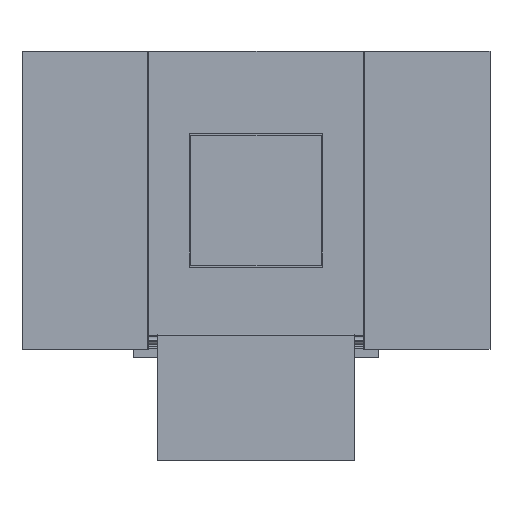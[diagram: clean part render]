
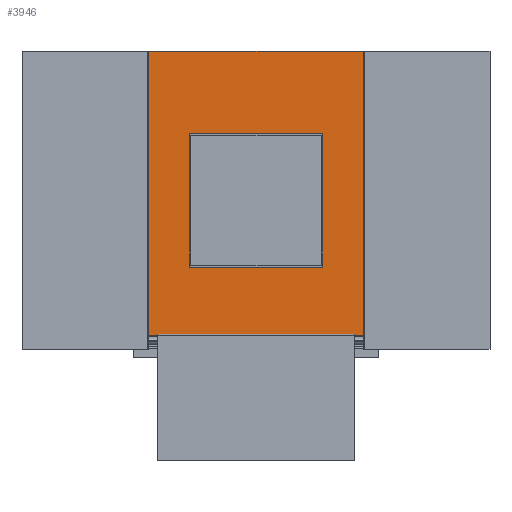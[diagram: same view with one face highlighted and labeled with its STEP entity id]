
A CAD part, front view. The second image highlights one B-rep face of the part: STEP entity #3946.
In plain terms, the highlighted planar face has unit normal (0, -1, 0).
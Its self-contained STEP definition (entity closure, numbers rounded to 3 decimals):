
#12 = CARTESIAN_POINT ( 'NONE',  ( 103., -4., 103. ) ) ;
#444 = CARTESIAN_POINT ( 'NONE',  ( -103., -4., -103. ) ) ;
#792 = CARTESIAN_POINT ( 'NONE',  ( -103., -4., -103. ) ) ;
#853 = ORIENTED_EDGE ( 'NONE', *, *, #14356, .F. ) ;
#959 = LINE ( 'NONE', #9221, #15832 ) ;
#996 = EDGE_CURVE ( 'NONE', #3994, #14328, #16631, .T. ) ;
#1968 = ORIENTED_EDGE ( 'NONE', *, *, #14281, .F. ) ;
#1985 = VECTOR ( 'NONE', #6245, 1000. ) ;
#2058 = CARTESIAN_POINT ( 'NONE',  ( -188.75, -4., -230. ) ) ;
#2404 = VECTOR ( 'NONE', #5183, 1000. ) ;
#2615 = VERTEX_POINT ( 'NONE', #15835 ) ;
#2628 = VERTEX_POINT ( 'NONE', #14385 ) ;
#2643 = LINE ( 'NONE', #2058, #9876 ) ;
#2673 = EDGE_CURVE ( 'NONE', #17708, #3994, #12976, .T. ) ;
#3220 = LINE ( 'NONE', #444, #14260 ) ;
#3336 = LINE ( 'NONE', #12281, #2404 ) ;
#3467 = DIRECTION ( 'NONE',  ( 0., 0., 1. ) ) ;
#3946 = ADVANCED_FACE ( 'NONE', ( #9309, #16535 ), #13453, .F. ) ;
#3994 = VERTEX_POINT ( 'NONE', #7737 ) ;
#4436 = VERTEX_POINT ( 'NONE', #9710 ) ;
#5183 = DIRECTION ( 'NONE',  ( -1., 0., 0. ) ) ;
#5539 = ORIENTED_EDGE ( 'NONE', *, *, #18474, .F. ) ;
#6245 = DIRECTION ( 'NONE',  ( 0., 0., -1. ) ) ;
#6524 = VECTOR ( 'NONE', #12070, 1000. ) ;
#6988 = ORIENTED_EDGE ( 'NONE', *, *, #10340, .F. ) ;
#7184 = ORIENTED_EDGE ( 'NONE', *, *, #16829, .F. ) ;
#7737 = CARTESIAN_POINT ( 'NONE',  ( 103., -4., 103. ) ) ;
#9076 = ORIENTED_EDGE ( 'NONE', *, *, #16743, .F. ) ;
#9118 = DIRECTION ( 'NONE',  ( 0., 1., 0. ) ) ;
#9180 = VECTOR ( 'NONE', #11543, 1000. ) ;
#9221 = CARTESIAN_POINT ( 'NONE',  ( 103., -4., -103. ) ) ;
#9309 = FACE_OUTER_BOUND ( 'NONE', #13171, .T. ) ;
#9375 = CARTESIAN_POINT ( 'NONE',  ( 103., -4., -103. ) ) ;
#9710 = CARTESIAN_POINT ( 'NONE',  ( 188.75, -4., -230. ) ) ;
#9755 = ORIENTED_EDGE ( 'NONE', *, *, #2673, .F. ) ;
#9876 = VECTOR ( 'NONE', #3467, 1000. ) ;
#10101 = LINE ( 'NONE', #13401, #1985 ) ;
#10324 = LINE ( 'NONE', #13437, #6524 ) ;
#10340 = EDGE_CURVE ( 'NONE', #4436, #2628, #3336, .T. ) ;
#10527 = DIRECTION ( 'NONE',  ( 0., 0., -1. ) ) ;
#10798 = VERTEX_POINT ( 'NONE', #18642 ) ;
#11385 = VERTEX_POINT ( 'NONE', #792 ) ;
#11476 = CARTESIAN_POINT ( 'NONE',  ( -103., -4., 103. ) ) ;
#11543 = DIRECTION ( 'NONE',  ( 0., 0., 1. ) ) ;
#12016 = CARTESIAN_POINT ( 'NONE',  ( -188.75, -4., 230. ) ) ;
#12070 = DIRECTION ( 'NONE',  ( 1., 0., 0. ) ) ;
#12281 = CARTESIAN_POINT ( 'NONE',  ( -188.75, -4., -230. ) ) ;
#12758 = VECTOR ( 'NONE', #12917, 1000. ) ;
#12917 = DIRECTION ( 'NONE',  ( -1., 0., 0. ) ) ;
#12976 = LINE ( 'NONE', #12, #9180 ) ;
#13171 = EDGE_LOOP ( 'NONE', ( #853, #6988, #1968, #5539 ) ) ;
#13401 = CARTESIAN_POINT ( 'NONE',  ( 188.75, -4., -230. ) ) ;
#13434 = AXIS2_PLACEMENT_3D ( 'NONE', #12016, #9118, #14918 ) ;
#13437 = CARTESIAN_POINT ( 'NONE',  ( -188.75, -4., 230. ) ) ;
#13453 = PLANE ( 'NONE',  #13434 ) ;
#13549 = DIRECTION ( 'NONE',  ( 1., 0., 0. ) ) ;
#14260 = VECTOR ( 'NONE', #10527, 1000. ) ;
#14281 = EDGE_CURVE ( 'NONE', #2615, #4436, #10101, .T. ) ;
#14328 = VERTEX_POINT ( 'NONE', #14873 ) ;
#14356 = EDGE_CURVE ( 'NONE', #2628, #10798, #2643, .T. ) ;
#14385 = CARTESIAN_POINT ( 'NONE',  ( -188.75, -4., -230. ) ) ;
#14873 = CARTESIAN_POINT ( 'NONE',  ( -103., -4., 103. ) ) ;
#14918 = DIRECTION ( 'NONE',  ( 0., 0., 1. ) ) ;
#15757 = ORIENTED_EDGE ( 'NONE', *, *, #996, .F. ) ;
#15832 = VECTOR ( 'NONE', #13549, 1000. ) ;
#15835 = CARTESIAN_POINT ( 'NONE',  ( 188.75, -4., 230. ) ) ;
#16535 = FACE_BOUND ( 'NONE', #16863, .T. ) ;
#16631 = LINE ( 'NONE', #11476, #12758 ) ;
#16743 = EDGE_CURVE ( 'NONE', #14328, #11385, #3220, .T. ) ;
#16829 = EDGE_CURVE ( 'NONE', #11385, #17708, #959, .T. ) ;
#16863 = EDGE_LOOP ( 'NONE', ( #15757, #9755, #7184, #9076 ) ) ;
#17708 = VERTEX_POINT ( 'NONE', #9375 ) ;
#18474 = EDGE_CURVE ( 'NONE', #10798, #2615, #10324, .T. ) ;
#18642 = CARTESIAN_POINT ( 'NONE',  ( -188.75, -4., 230. ) ) ;
